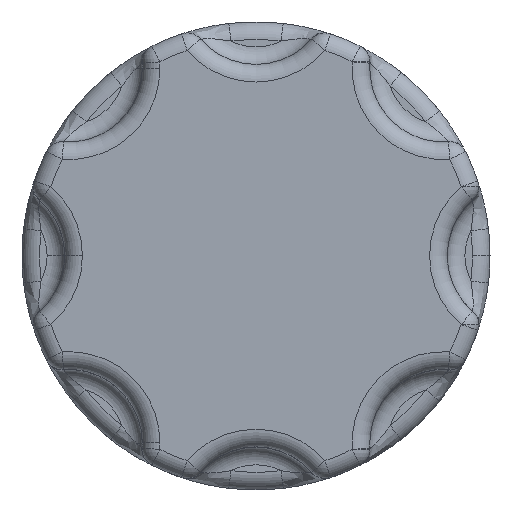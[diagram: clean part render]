
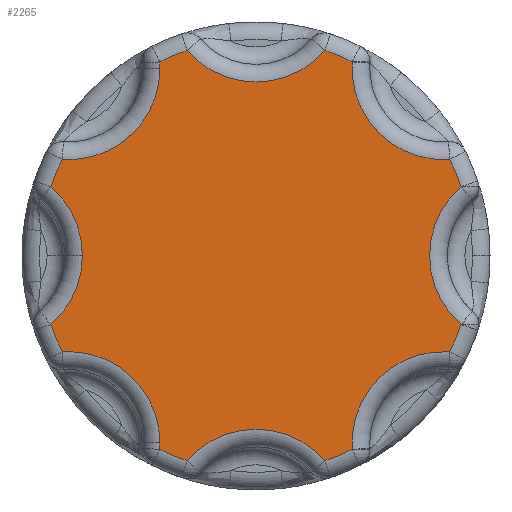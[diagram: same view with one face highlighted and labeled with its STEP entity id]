
A CAD part, top view. The second image highlights one B-rep face of the part: STEP entity #2265.
In plain terms, the highlighted planar face has unit normal (0, 0, 1).
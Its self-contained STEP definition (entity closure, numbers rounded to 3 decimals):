
#113=PLANE('',#2652);
#721=ORIENTED_EDGE('',*,*,#1215,.T.);
#722=ORIENTED_EDGE('',*,*,#1191,.T.);
#723=ORIENTED_EDGE('',*,*,#1159,.T.);
#724=ORIENTED_EDGE('',*,*,#1257,.T.);
#725=ORIENTED_EDGE('',*,*,#1132,.T.);
#726=ORIENTED_EDGE('',*,*,#1099,.T.);
#727=ORIENTED_EDGE('',*,*,#1258,.T.);
#728=ORIENTED_EDGE('',*,*,#1074,.T.);
#729=ORIENTED_EDGE('',*,*,#1043,.T.);
#730=ORIENTED_EDGE('',*,*,#1259,.T.);
#731=ORIENTED_EDGE('',*,*,#1029,.T.);
#732=ORIENTED_EDGE('',*,*,#1025,.T.);
#733=ORIENTED_EDGE('',*,*,#1023,.T.);
#734=ORIENTED_EDGE('',*,*,#1040,.T.);
#735=ORIENTED_EDGE('',*,*,#1070,.T.);
#736=ORIENTED_EDGE('',*,*,#1096,.T.);
#737=ORIENTED_EDGE('',*,*,#1128,.T.);
#738=ORIENTED_EDGE('',*,*,#1156,.T.);
#739=ORIENTED_EDGE('',*,*,#1187,.T.);
#1023=EDGE_CURVE('',#1347,#1350,#1545,.T.);
#1025=EDGE_CURVE('',#1348,#1347,#1547,.T.);
#1029=EDGE_CURVE('',#1351,#1348,#1551,.T.);
#1040=EDGE_CURVE('',#1350,#1359,#1560,.T.);
#1043=EDGE_CURVE('',#1362,#1360,#1563,.T.);
#1070=EDGE_CURVE('',#1359,#1378,#1580,.T.);
#1074=EDGE_CURVE('',#1379,#1362,#1584,.T.);
#1096=EDGE_CURVE('',#1378,#1392,#1599,.T.);
#1099=EDGE_CURVE('',#1395,#1393,#1602,.T.);
#1128=EDGE_CURVE('',#1392,#1415,#1622,.T.);
#1132=EDGE_CURVE('',#1416,#1395,#1626,.T.);
#1156=EDGE_CURVE('',#1415,#1431,#1643,.T.);
#1159=EDGE_CURVE('',#1434,#1432,#1646,.T.);
#1187=EDGE_CURVE('',#1431,#1452,#1665,.T.);
#1191=EDGE_CURVE('',#1453,#1434,#1669,.T.);
#1215=EDGE_CURVE('',#1452,#1453,#1685,.T.);
#1257=EDGE_CURVE('',#1432,#1416,#1712,.T.);
#1258=EDGE_CURVE('',#1393,#1379,#1713,.T.);
#1259=EDGE_CURVE('',#1360,#1351,#1714,.T.);
#1347=VERTEX_POINT('',#3860);
#1348=VERTEX_POINT('',#3864);
#1350=VERTEX_POINT('',#3869);
#1351=VERTEX_POINT('',#3877);
#1359=VERTEX_POINT('',#3901);
#1360=VERTEX_POINT('',#3906);
#1362=VERTEX_POINT('',#3909);
#1378=VERTEX_POINT('',#4142);
#1379=VERTEX_POINT('',#4147);
#1392=VERTEX_POINT('',#4358);
#1393=VERTEX_POINT('',#4363);
#1395=VERTEX_POINT('',#4366);
#1415=VERTEX_POINT('',#4605);
#1416=VERTEX_POINT('',#4610);
#1431=VERTEX_POINT('',#4825);
#1432=VERTEX_POINT('',#4830);
#1434=VERTEX_POINT('',#4833);
#1452=VERTEX_POINT('',#5069);
#1453=VERTEX_POINT('',#5074);
#1545=CIRCLE('',#2406,36.763);
#1547=CIRCLE('',#2409,15.5);
#1551=CIRCLE('',#2414,36.763);
#1560=CIRCLE('',#2427,15.5);
#1563=CIRCLE('',#2431,15.5);
#1580=CIRCLE('',#2455,36.763);
#1584=CIRCLE('',#2460,36.763);
#1599=CIRCLE('',#2482,15.5);
#1602=CIRCLE('',#2486,15.5);
#1622=CIRCLE('',#2513,36.763);
#1626=CIRCLE('',#2518,36.763);
#1643=CIRCLE('',#2542,15.5);
#1646=CIRCLE('',#2546,15.5);
#1665=CIRCLE('',#2572,36.763);
#1669=CIRCLE('',#2577,36.763);
#1685=CIRCLE('',#2600,15.5);
#1712=CIRCLE('',#2653,15.5);
#1713=CIRCLE('',#2654,15.5);
#1714=CIRCLE('',#2655,15.5);
#1876=EDGE_LOOP('',(#721,#722,#723,#724,#725,#726,#727,#728,#729,#730,#731,
#732,#733,#734,#735,#736,#737,#738,#739));
#2046=FACE_BOUND('',#1876,.T.);
#2265=ADVANCED_FACE('',(#2046),#113,.T.);
#2406=AXIS2_PLACEMENT_3D('',#3870,#2858,#2859);
#2409=AXIS2_PLACEMENT_3D('',#3873,#2864,#2865);
#2414=AXIS2_PLACEMENT_3D('',#3880,#2874,#2875);
#2427=AXIS2_PLACEMENT_3D('',#3902,#2902,#2903);
#2431=AXIS2_PLACEMENT_3D('',#3908,#2910,#2911);
#2455=AXIS2_PLACEMENT_3D('',#4143,#2962,#2963);
#2460=AXIS2_PLACEMENT_3D('',#4150,#2972,#2973);
#2482=AXIS2_PLACEMENT_3D('',#4359,#3020,#3021);
#2486=AXIS2_PLACEMENT_3D('',#4365,#3028,#3029);
#2513=AXIS2_PLACEMENT_3D('',#4606,#3086,#3087);
#2518=AXIS2_PLACEMENT_3D('',#4613,#3096,#3097);
#2542=AXIS2_PLACEMENT_3D('',#4826,#3148,#3149);
#2546=AXIS2_PLACEMENT_3D('',#4832,#3156,#3157);
#2572=AXIS2_PLACEMENT_3D('',#5070,#3212,#3213);
#2577=AXIS2_PLACEMENT_3D('',#5077,#3222,#3223);
#2600=AXIS2_PLACEMENT_3D('',#5287,#3272,#3273);
#2652=AXIS2_PLACEMENT_3D('',#5548,#3387,#3388);
#2653=AXIS2_PLACEMENT_3D('',#5549,#3389,#3390);
#2654=AXIS2_PLACEMENT_3D('',#5550,#3391,#3392);
#2655=AXIS2_PLACEMENT_3D('',#5551,#3393,#3394);
#2858=DIRECTION('',(0.,0.,1.));
#2859=DIRECTION('',(1.,0.,0.));
#2864=DIRECTION('',(0.,0.,-1.));
#2865=DIRECTION('',(1.,0.,0.));
#2874=DIRECTION('',(0.,0.,1.));
#2875=DIRECTION('',(1.,0.,0.));
#2902=DIRECTION('',(0.,0.,-1.));
#2903=DIRECTION('',(1.,0.,0.));
#2910=DIRECTION('',(0.,0.,-1.));
#2911=DIRECTION('',(1.,0.,0.));
#2962=DIRECTION('',(0.,0.,1.));
#2963=DIRECTION('',(1.,0.,0.));
#2972=DIRECTION('',(0.,0.,1.));
#2973=DIRECTION('',(1.,0.,0.));
#3020=DIRECTION('',(0.,0.,-1.));
#3021=DIRECTION('',(1.,0.,0.));
#3028=DIRECTION('',(0.,0.,-1.));
#3029=DIRECTION('',(1.,0.,0.));
#3086=DIRECTION('',(0.,0.,1.));
#3087=DIRECTION('',(1.,0.,0.));
#3096=DIRECTION('',(0.,0.,1.));
#3097=DIRECTION('',(1.,0.,0.));
#3148=DIRECTION('',(0.,0.,-1.));
#3149=DIRECTION('',(1.,0.,0.));
#3156=DIRECTION('',(0.,0.,-1.));
#3157=DIRECTION('',(1.,0.,0.));
#3212=DIRECTION('',(0.,0.,1.));
#3213=DIRECTION('',(1.,0.,0.));
#3222=DIRECTION('',(0.,0.,1.));
#3223=DIRECTION('',(1.,0.,0.));
#3272=DIRECTION('',(0.,0.,-1.));
#3273=DIRECTION('',(1.,0.,0.));
#3387=DIRECTION('',(0.,0.,1.));
#3388=DIRECTION('',(1.,0.,0.));
#3389=DIRECTION('',(0.,0.,-1.));
#3390=DIRECTION('',(1.,0.,0.));
#3391=DIRECTION('',(0.,0.,-1.));
#3392=DIRECTION('',(1.,0.,0.));
#3393=DIRECTION('',(0.,0.,-1.));
#3394=DIRECTION('',(1.,0.,0.));
#3860=CARTESIAN_POINT('',(11.712,-34.847,180.));
#3864=CARTESIAN_POINT('',(-11.712,-34.847,180.));
#3869=CARTESIAN_POINT('',(16.359,-32.922,180.));
#3870=CARTESIAN_POINT('',(0.,0.,180.));
#3873=CARTESIAN_POINT('',(0.,-45.,180.));
#3877=CARTESIAN_POINT('',(-16.359,-32.922,180.));
#3880=CARTESIAN_POINT('',(0.,0.,180.));
#3901=CARTESIAN_POINT('',(32.922,-16.359,180.));
#3902=CARTESIAN_POINT('',(31.82,-31.82,180.));
#3906=CARTESIAN_POINT('',(-16.32,-31.82,180.));
#3908=CARTESIAN_POINT('',(-31.82,-31.82,180.));
#3909=CARTESIAN_POINT('',(-32.922,-16.359,180.));
#4142=CARTESIAN_POINT('',(34.847,-11.712,180.));
#4143=CARTESIAN_POINT('',(0.,0.,180.));
#4147=CARTESIAN_POINT('',(-34.847,-11.712,180.));
#4150=CARTESIAN_POINT('',(0.,0.,180.));
#4358=CARTESIAN_POINT('',(34.847,11.712,180.));
#4359=CARTESIAN_POINT('',(45.,0.,180.));
#4363=CARTESIAN_POINT('',(-29.5,0.,180.));
#4365=CARTESIAN_POINT('',(-45.,0.,180.));
#4366=CARTESIAN_POINT('',(-34.847,11.712,180.));
#4605=CARTESIAN_POINT('',(32.922,16.359,180.));
#4606=CARTESIAN_POINT('',(0.,0.,180.));
#4610=CARTESIAN_POINT('',(-32.922,16.359,180.));
#4613=CARTESIAN_POINT('',(0.,0.,180.));
#4825=CARTESIAN_POINT('',(16.359,32.922,180.));
#4826=CARTESIAN_POINT('',(31.82,31.82,180.));
#4830=CARTESIAN_POINT('',(-16.32,31.82,180.));
#4832=CARTESIAN_POINT('',(-31.82,31.82,180.));
#4833=CARTESIAN_POINT('',(-16.359,32.922,180.));
#5069=CARTESIAN_POINT('',(11.712,34.847,180.));
#5070=CARTESIAN_POINT('',(0.,0.,180.));
#5074=CARTESIAN_POINT('',(-11.712,34.847,180.));
#5077=CARTESIAN_POINT('',(0.,0.,180.));
#5287=CARTESIAN_POINT('',(0.,45.,180.));
#5548=CARTESIAN_POINT('',(0.,0.,180.));
#5549=CARTESIAN_POINT('',(-31.82,31.82,180.));
#5550=CARTESIAN_POINT('',(-45.,0.,180.));
#5551=CARTESIAN_POINT('',(-31.82,-31.82,180.));
